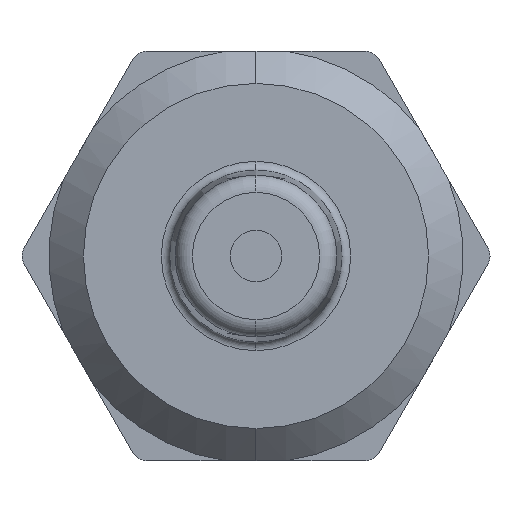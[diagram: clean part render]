
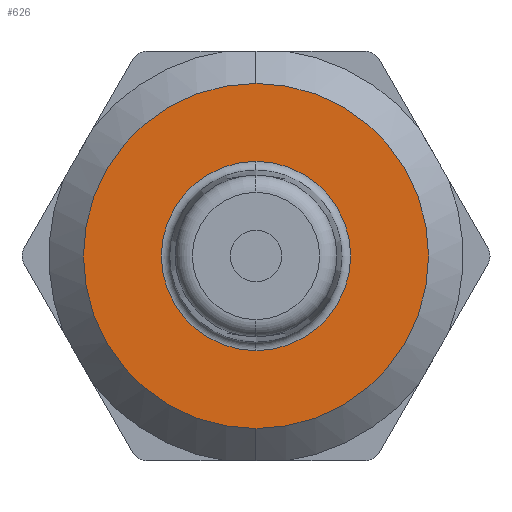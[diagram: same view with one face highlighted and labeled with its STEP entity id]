
A CAD part, front view. The second image highlights one B-rep face of the part: STEP entity #626.
In plain terms, the highlighted planar face has unit normal (0, -1, 0).
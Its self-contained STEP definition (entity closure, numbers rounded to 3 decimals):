
#71 = AXIS2_PLACEMENT_3D ( 'NONE', #1053, #1855, #840 ) ;
#96 = CARTESIAN_POINT ( 'NONE',  ( 0., 0., 0. ) ) ;
#154 = VERTEX_POINT ( 'NONE', #653 ) ;
#251 = ORIENTED_EDGE ( 'NONE', *, *, #1332, .T. ) ;
#253 = EDGE_LOOP ( 'NONE', ( #251, #1123 ) ) ;
#267 = CARTESIAN_POINT ( 'NONE',  ( 0., 0., -5.483 ) ) ;
#355 = AXIS2_PLACEMENT_3D ( 'NONE', #581, #796, #1542 ) ;
#489 = EDGE_CURVE ( 'NONE', #666, #764, #1431, .T. ) ;
#516 = DIRECTION ( 'NONE',  ( 0., 0., 1. ) ) ;
#539 = PLANE ( 'NONE',  #1278 ) ;
#581 = CARTESIAN_POINT ( 'NONE',  ( 0., 0., 0. ) ) ;
#623 = FACE_OUTER_BOUND ( 'NONE', #253, .T. ) ;
#626 = ADVANCED_FACE ( 'NONE', ( #819, #623 ), #539, .F. ) ;
#653 = CARTESIAN_POINT ( 'NONE',  ( 0., 0., -10. ) ) ;
#666 = VERTEX_POINT ( 'NONE', #1186 ) ;
#764 = VERTEX_POINT ( 'NONE', #267 ) ;
#788 = EDGE_LOOP ( 'NONE', ( #1214, #1351 ) ) ;
#796 = DIRECTION ( 'NONE',  ( 0., -1., 0. ) ) ;
#819 = FACE_BOUND ( 'NONE', #788, .T. ) ;
#840 = DIRECTION ( 'NONE',  ( 0., 0., -1. ) ) ;
#984 = CIRCLE ( 'NONE', #355, 10. ) ;
#1053 = CARTESIAN_POINT ( 'NONE',  ( 0., 0., 0. ) ) ;
#1123 = ORIENTED_EDGE ( 'NONE', *, *, #1533, .T. ) ;
#1186 = CARTESIAN_POINT ( 'NONE',  ( 0., 0., 5.483 ) ) ;
#1214 = ORIENTED_EDGE ( 'NONE', *, *, #489, .T. ) ;
#1278 = AXIS2_PLACEMENT_3D ( 'NONE', #2409, #1592, #1797 ) ;
#1331 = DIRECTION ( 'NONE',  ( 0., 0., 1. ) ) ;
#1332 = EDGE_CURVE ( 'NONE', #154, #2016, #1523, .T. ) ;
#1351 = ORIENTED_EDGE ( 'NONE', *, *, #1548, .T. ) ;
#1431 = CIRCLE ( 'NONE', #1850, 5.483 ) ;
#1456 = AXIS2_PLACEMENT_3D ( 'NONE', #1751, #2228, #516 ) ;
#1462 = CIRCLE ( 'NONE', #1456, 5.483 ) ;
#1523 = CIRCLE ( 'NONE', #71, 10. ) ;
#1533 = EDGE_CURVE ( 'NONE', #2016, #154, #984, .T. ) ;
#1542 = DIRECTION ( 'NONE',  ( 0., 0., -1. ) ) ;
#1548 = EDGE_CURVE ( 'NONE', #764, #666, #1462, .T. ) ;
#1592 = DIRECTION ( 'NONE',  ( 0., 1., 0. ) ) ;
#1751 = CARTESIAN_POINT ( 'NONE',  ( 0., 0., 0. ) ) ;
#1797 = DIRECTION ( 'NONE',  ( 0., 0., 1. ) ) ;
#1850 = AXIS2_PLACEMENT_3D ( 'NONE', #96, #2385, #1331 ) ;
#1855 = DIRECTION ( 'NONE',  ( 0., -1., 0. ) ) ;
#2016 = VERTEX_POINT ( 'NONE', #2419 ) ;
#2228 = DIRECTION ( 'NONE',  ( 0., 1., 0. ) ) ;
#2385 = DIRECTION ( 'NONE',  ( 0., 1., 0. ) ) ;
#2409 = CARTESIAN_POINT ( 'NONE',  ( 0., 0., 0. ) ) ;
#2419 = CARTESIAN_POINT ( 'NONE',  ( 0., 0., 10. ) ) ;
